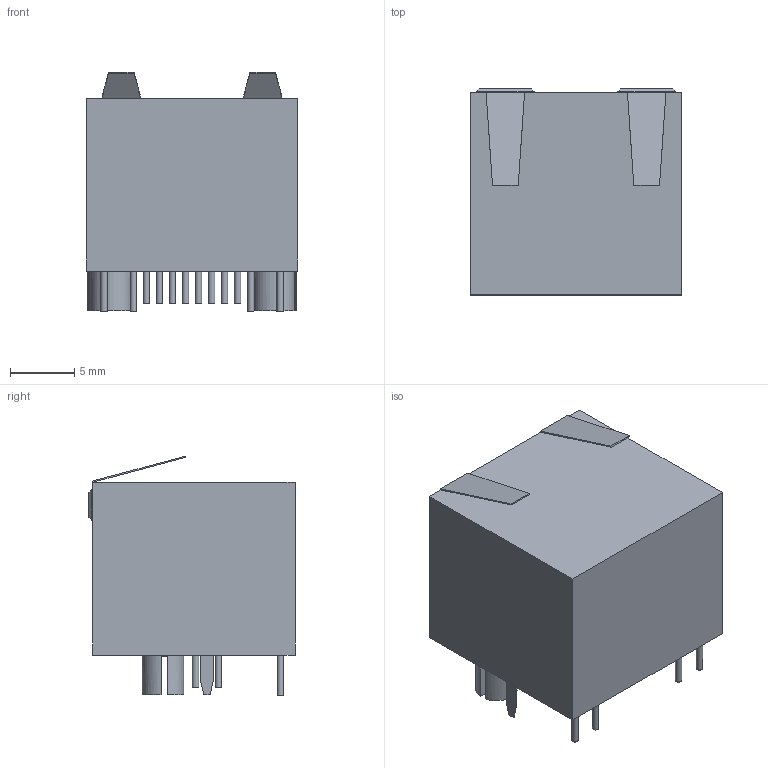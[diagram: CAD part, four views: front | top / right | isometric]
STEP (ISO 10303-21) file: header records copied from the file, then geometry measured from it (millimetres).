
FILE_DESCRIPTION(('FreeCAD Model'),'2;1');
FILE_NAME('RJ45_Amphenol_RJHSE538X.step', '2018-08-18T23:31:16',('kicad StepUp'),('ksu MCAD'), 'Open CASCADE STEP processor 6.8','FreeCAD','Unknown');
FILE_SCHEMA(('AUTOMOTIVE_DESIGN_CC2 { 1 2 10303 214 -1 1 5 4 }'));
Length unit declared in the file: millimetre
Products named in the file (1): RJ45_Amphenol_RJHSE538X
Bounding box: 16.51 x 16.05 x 18.68 mm (x, y, z)
Volume: 2446.3 mm3; surface area: 2356.5 mm2
Topology: 3 solids, 3 shells, 163 faces, 418 edges, 288 vertices
Faces by surface type: plane 149, cylinder 14
Full cylindrical faces by diameter (mm): 0.5 x12, 3.25 x2
Entity records: 3509 total; most frequent: ORIENTED_EDGE 638, CARTESIAN_POINT 529, EDGE_CURVE 416, LINE 376, VERTEX_POINT 284, FACE_BOUND 206, EDGE_LOOP 201, AXIS2_PLACEMENT_3D 177
